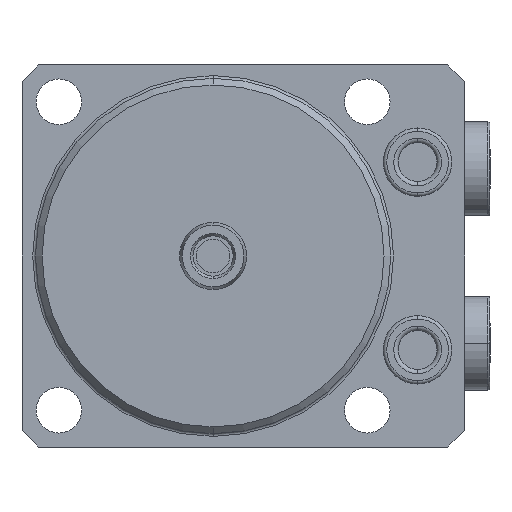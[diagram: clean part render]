
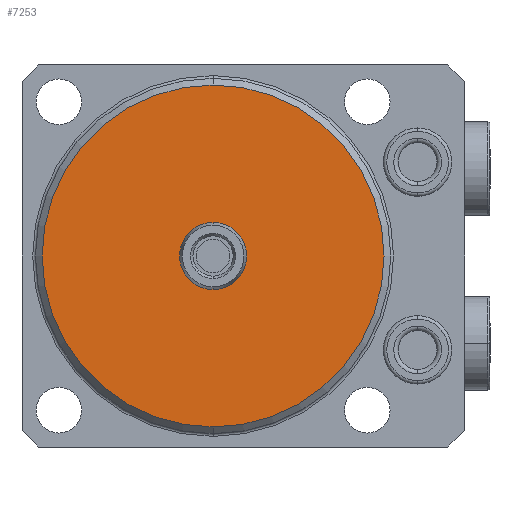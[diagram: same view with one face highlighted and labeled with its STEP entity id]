
A CAD part, front view. The second image highlights one B-rep face of the part: STEP entity #7253.
In plain terms, the highlighted planar face has unit normal (0, -1, 0).
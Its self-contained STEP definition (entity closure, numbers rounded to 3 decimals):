
#147 = CIRCLE ( 'NONE', #5850, 5. ) ;
#400 = CIRCLE ( 'NONE', #3377, 25.5 ) ;
#511 = FACE_BOUND ( 'NONE', #1251, .T. ) ;
#519 = FACE_OUTER_BOUND ( 'NONE', #1204, .T. ) ;
#1204 = EDGE_LOOP ( 'NONE', ( #8325, #8324 ) ) ;
#1251 = EDGE_LOOP ( 'NONE', ( #8327, #8326 ) ) ;
#1362 = DIRECTION ( 'NONE',  ( 0., 0., 1. ) ) ;
#1365 = DIRECTION ( 'NONE',  ( 0., 1., 0. ) ) ;
#1371 = PLANE ( 'NONE',  #7058 ) ;
#1375 = CARTESIAN_POINT ( 'NONE',  ( 0., -42.5, 0. ) ) ;
#1889 = CARTESIAN_POINT ( 'NONE',  ( 0., -42.5, 5. ) ) ;
#1937 = CARTESIAN_POINT ( 'NONE',  ( 0., -42.5, -5. ) ) ;
#1989 = CARTESIAN_POINT ( 'NONE',  ( 0., -42.5, -25.5 ) ) ;
#1993 = CARTESIAN_POINT ( 'NONE',  ( 0., -42.5, 25.5 ) ) ;
#2145 = DIRECTION ( 'NONE',  ( 0., -1., 0. ) ) ;
#2210 = CARTESIAN_POINT ( 'NONE',  ( 0., -42.5, 0. ) ) ;
#2363 = DIRECTION ( 'NONE',  ( 0., 0., 1. ) ) ;
#2878 = EDGE_CURVE ( 'NONE', #3699, #3682, #4875, .T. ) ;
#2879 = EDGE_CURVE ( 'NONE', #3839, #3842, #4876, .T. ) ;
#3013 = DIRECTION ( 'NONE',  ( 0., 0., 1. ) ) ;
#3016 = DIRECTION ( 'NONE',  ( 0., 1., 0. ) ) ;
#3022 = CARTESIAN_POINT ( 'NONE',  ( 0., -42.5, 0. ) ) ;
#3377 = AXIS2_PLACEMENT_3D ( 'NONE', #2210, #2145, #2363 ) ;
#3682 = VERTEX_POINT ( 'NONE', #1937 ) ;
#3699 = VERTEX_POINT ( 'NONE', #1889 ) ;
#3839 = VERTEX_POINT ( 'NONE', #1993 ) ;
#3842 = VERTEX_POINT ( 'NONE', #1989 ) ;
#4523 = EDGE_CURVE ( 'NONE', #3682, #3699, #147, .T. ) ;
#4875 = CIRCLE ( 'NONE', #5954, 5. ) ;
#4876 = CIRCLE ( 'NONE', #5834, 25.5 ) ;
#5834 = AXIS2_PLACEMENT_3D ( 'NONE', #6521, #6512, #6510 ) ;
#5850 = AXIS2_PLACEMENT_3D ( 'NONE', #3022, #3016, #3013 ) ;
#5954 = AXIS2_PLACEMENT_3D ( 'NONE', #6533, #6528, #6525 ) ;
#6510 = DIRECTION ( 'NONE',  ( 0., 0., 1. ) ) ;
#6512 = DIRECTION ( 'NONE',  ( 0., -1., 0. ) ) ;
#6521 = CARTESIAN_POINT ( 'NONE',  ( 0., -42.5, 0. ) ) ;
#6525 = DIRECTION ( 'NONE',  ( 0., 0., 1. ) ) ;
#6528 = DIRECTION ( 'NONE',  ( 0., 1., 0. ) ) ;
#6533 = CARTESIAN_POINT ( 'NONE',  ( 0., -42.5, 0. ) ) ;
#7058 = AXIS2_PLACEMENT_3D ( 'NONE', #1375, #1365, #1362 ) ;
#7162 = EDGE_CURVE ( 'NONE', #3842, #3839, #400, .T. ) ;
#7253 = ADVANCED_FACE ( 'NONE', ( #511, #519 ), #1371, .F. ) ;
#8324 = ORIENTED_EDGE ( 'NONE', *, *, #7162, .T. ) ;
#8325 = ORIENTED_EDGE ( 'NONE', *, *, #2879, .T. ) ;
#8326 = ORIENTED_EDGE ( 'NONE', *, *, #4523, .T. ) ;
#8327 = ORIENTED_EDGE ( 'NONE', *, *, #2878, .T. ) ;
